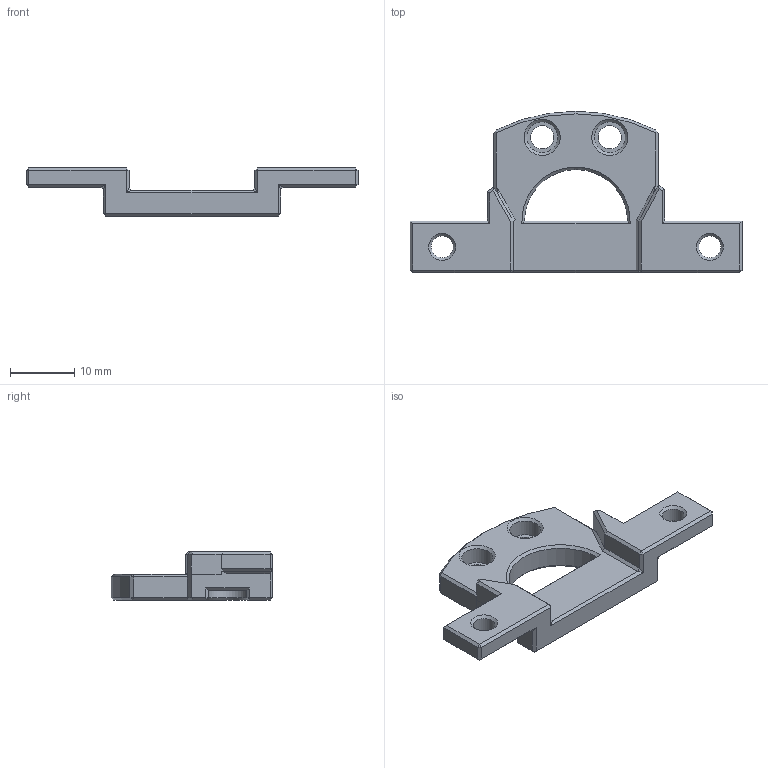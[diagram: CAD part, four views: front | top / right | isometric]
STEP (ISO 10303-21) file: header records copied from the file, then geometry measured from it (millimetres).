
FILE_DESCRIPTION(/* description */ (''),/* implementation_level */ '2;1');
FILE_NAME(/* name */ 'mount v12.step',/* time_stamp */ '2026-01-21T21:27:29-05:00',/* author */ (''),/* organization */ (''),/* preprocessor_version */ 'ST-DEVELOPER v20.1',/* originating_system */ 'Autodesk Translation Framework v14.21.0.0',/* authorisation */ '');
FILE_SCHEMA (('AUTOMOTIVE_DESIGN { 1 0 10303 214 3 1 1 }'));
Length unit declared in the file: millimetre
Products named in the file (1): mount
Bounding box: 51.5 x 25.03 x 7.5 mm (x, y, z)
Volume: 2778 mm3; surface area: 2361.5 mm2
Topology: 1 solids, 1 shells, 125 faces, 273 edges, 152 vertices
Faces by surface type: plane 95, cone 18, cylinder 12
Full cylindrical faces by diameter (mm): 3.4 x2, 3.6 x2, 4.8 x2
Entity records: 3326 total; most frequent: CARTESIAN_POINT 601, DIRECTION 551, ORIENTED_EDGE 546, EDGE_CURVE 273, LINE 207, VECTOR 207, AXIS2_PLACEMENT_3D 172, VERTEX_POINT 152
